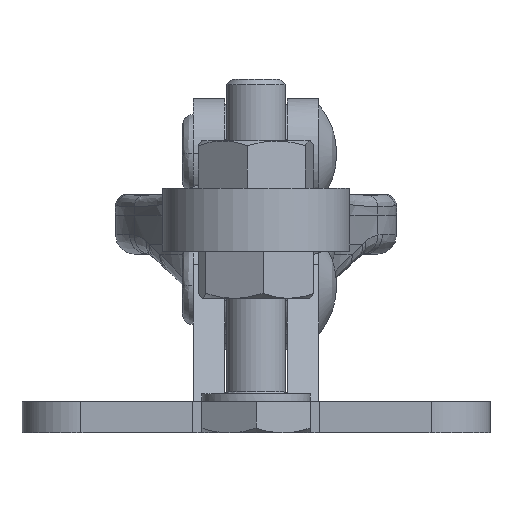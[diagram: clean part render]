
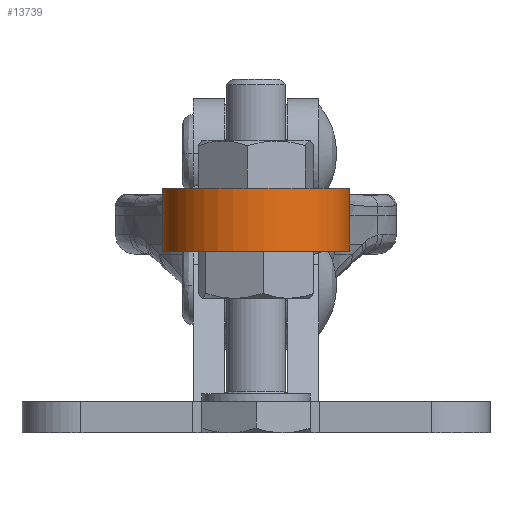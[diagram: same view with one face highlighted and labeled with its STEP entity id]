
A CAD part, front view. The second image highlights one B-rep face of the part: STEP entity #13739.
In plain terms, the highlighted face is a revolution surface.
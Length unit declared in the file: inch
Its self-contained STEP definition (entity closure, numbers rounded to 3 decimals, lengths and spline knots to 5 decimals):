
#5183=VERTEX_POINT('',#15223);
#5290=EDGE_CURVE('',#6201,#12481,#15333,.T.);
#5635=VERTEX_POINT('',#15689);
#5833=VERTEX_POINT('',#15896);
#6167=VERTEX_POINT('',#16242);
#6201=VERTEX_POINT('',#16276);
#6488=VERTEX_POINT('',#16579);
#6537=EDGE_CURVE('',#13322,#5183,#16629,.T.);
#6635=EDGE_CURVE('',#5833,#6675,#16729,.T.);
#6675=VERTEX_POINT('',#16769);
#7337=EDGE_CURVE('',#9785,#11170,#17461,.T.);
#7943=EDGE_CURVE('',#6488,#9785,#18093,.T.);
#8150=VERTEX_POINT('',#18308);
#8167=EDGE_CURVE('',#8661,#8150,#18326,.T.);
#8661=VERTEX_POINT('',#18839);
#8691=EDGE_CURVE('',#10677,#11527,#18869,.T.);
#8825=EDGE_CURVE('',#11170,#5833,#19012,.T.);
#9120=VERTEX_POINT('',#19323);
#9785=VERTEX_POINT('',#20019);
#9791=VERTEX_POINT('',#20025);
#9861=EDGE_CURVE('',#6167,#5635,#20097,.T.);
#9923=EDGE_CURVE('',#9791,#8661,#20165,.T.);
#10123=EDGE_CURVE('',#5635,#13322,#20372,.T.);
#10677=VERTEX_POINT('',#20950);
#11088=EDGE_CURVE('',#5183,#9791,#21385,.T.);
#11170=VERTEX_POINT('',#21468);
#11527=VERTEX_POINT('',#21839);
#12194=EDGE_CURVE('',#13905,#9120,#22536,.T.);
#12481=VERTEX_POINT('',#22831);
#12523=EDGE_CURVE('',#12748,#6488,#22877,.T.);
#12748=VERTEX_POINT('',#23116);
#12953=VERTEX_POINT('',#23330);
#13164=EDGE_CURVE('',#11527,#6167,#23548,.T.);
#13221=EDGE_CURVE('',#8150,#12953,#23606,.T.);
#13322=VERTEX_POINT('',#23711);
#13665=EDGE_CURVE('',#12953,#12481,#24068,.T.);
#13739=ADVANCED_FACE('',(#24148),#24149,.F.);
#13905=VERTEX_POINT('',#24327);
#13967=EDGE_CURVE('',#9120,#10677,#24391,.T.);
#14195=EDGE_CURVE('',#6201,#12748,#24625,.T.);
#14651=EDGE_CURVE('',#6675,#13905,#25102,.T.);
#15223=CARTESIAN_POINT('',(0.1039,-1.31298,0.49011));
#15333=LINE('',#26124,#26125);
#15689=CARTESIAN_POINT('',(0.17277,-1.22905,0.49012));
#15896=CARTESIAN_POINT('',(0.1039,-1.31297,0.36413));
#16242=CARTESIAN_POINT('',(0.18341,-1.19397,0.49012));
#16276=CARTESIAN_POINT('',(-0.18701,-1.15748,0.36414));
#16579=CARTESIAN_POINT('',(-0.17277,-1.22905,0.36413));
#16629=CIRCLE('',#28932,0.18701);
#16729=CIRCLE('',#29076,0.18701);
#16769=CARTESIAN_POINT('',(0.15549,-1.26138,0.36413));
#17461=CIRCLE('',#31153,0.18701);
#18093=CIRCLE('',#33070,0.18701);
#18308=CARTESIAN_POINT('',(-0.17277,-1.22905,0.49012));
#18326=CIRCLE('',#33753,0.18701);
#18839=CARTESIAN_POINT('',(-0.15549,-1.26138,0.49012));
#18869=LINE('',#35146,#35147);
#19012=CIRCLE('',#35675,0.18701);
#19323=CARTESIAN_POINT('',(0.18341,-1.19397,0.36413));
#20019=CARTESIAN_POINT('',(-0.15549,-1.26138,0.36413));
#20025=CARTESIAN_POINT('',(-0.1039,-1.31298,0.49011));
#20097=CIRCLE('',#39274,0.18701);
#20165=CIRCLE('',#39428,0.18701);
#20372=CIRCLE('',#39814,0.18701);
#20950=CARTESIAN_POINT('',(0.18701,-1.15748,0.36414));
#21385=CIRCLE('',#42919,0.18701);
#21468=CARTESIAN_POINT('',(-0.1039,-1.31297,0.36413));
#21839=CARTESIAN_POINT('',(0.18701,-1.15749,0.49012));
#22536=CIRCLE('',#45669,0.18701);
#22831=CARTESIAN_POINT('',(-0.18701,-1.15749,0.49012));
#22877=CIRCLE('',#46318,0.18701);
#23116=CARTESIAN_POINT('',(-0.18341,-1.19397,0.36413));
#23330=CARTESIAN_POINT('',(-0.18341,-1.19397,0.49012));
#23548=CIRCLE('',#47680,0.18701);
#23606=CIRCLE('',#47779,0.18701);
#23711=CARTESIAN_POINT('',(0.15549,-1.26138,0.49012));
#24068=CIRCLE('',#48885,0.18701);
#24148=FACE_OUTER_BOUND('',#49190,.T.);
#24149=SURFACE_OF_REVOLUTION('',#49191,#49192);
#24327=CARTESIAN_POINT('',(0.17277,-1.22905,0.36413));
#24391=CIRCLE('',#49630,0.18701);
#24625=CIRCLE('',#50196,0.18701);
#25102=CIRCLE('',#51575,0.18701);
#26124=CARTESIAN_POINT('',(-0.18701,-1.15748,0.36414));
#26125=VECTOR('',#52509,0.12598);
#28932=AXIS2_PLACEMENT_3D('',#53872,#53873,#53874);
#29076=AXIS2_PLACEMENT_3D('',#53945,#53946,#53947);
#31153=AXIS2_PLACEMENT_3D('',#54652,#54653,#54654);
#33070=AXIS2_PLACEMENT_3D('',#55351,#55352,#55353);
#33753=AXIS2_PLACEMENT_3D('',#55600,#55601,#55602);
#35146=CARTESIAN_POINT('',(0.18701,-1.15748,0.36414));
#35147=VECTOR('',#56132,0.12598);
#35675=AXIS2_PLACEMENT_3D('',#56306,#56307,#56308);
#39274=AXIS2_PLACEMENT_3D('',#57250,#57251,#57252);
#39428=AXIS2_PLACEMENT_3D('',#57371,#57372,#57373);
#39814=AXIS2_PLACEMENT_3D('',#57548,#57549,#57550);
#42919=AXIS2_PLACEMENT_3D('',#58775,#58776,#58777);
#45669=AXIS2_PLACEMENT_3D('',#59921,#59922,#59923);
#46318=AXIS2_PLACEMENT_3D('',#60235,#60236,#60237);
#47680=AXIS2_PLACEMENT_3D('',#60938,#60939,#60940);
#47779=AXIS2_PLACEMENT_3D('',#60991,#60992,#60993);
#48885=AXIS2_PLACEMENT_3D('',#61425,#61426,#61427);
#49190=EDGE_LOOP('',(#61525,#61526,#61527,#61528,#61529,#61530,#61531,#61532,#61533,#61534,#61535,#61536,#61537,#61538,#61539,#61540,#61541,#61542,#61543,#61544));
#49191=B_SPLINE_CURVE_WITH_KNOTS('',1,(#61545,#61546),.UNSPECIFIED.,.F.,.F.,(2,2),(0.0,1.0),.UNSPECIFIED.);
#49192=AXIS1_PLACEMENT('',#61547,#61548);
#49630=AXIS2_PLACEMENT_3D('',#61898,#61899,#61900);
#50196=AXIS2_PLACEMENT_3D('',#62100,#62101,#62102);
#51575=AXIS2_PLACEMENT_3D('',#62582,#62583,#62584);
#52509=DIRECTION('',(0.,0.,1.));
#53872=CARTESIAN_POINT('',(0.,-1.15749,0.49012));
#53873=DIRECTION('',(0.,0.,-1.));
#53874=DIRECTION('',(1.0,0.,0.));
#53945=CARTESIAN_POINT('',(0.,-1.15748,0.36414));
#53946=DIRECTION('',(0.,0.,1.));
#53947=DIRECTION('',(-1.0,0.,0.));
#54652=CARTESIAN_POINT('',(0.,-1.15748,0.36414));
#54653=DIRECTION('',(0.,0.,1.));
#54654=DIRECTION('',(-1.0,0.,0.));
#55351=CARTESIAN_POINT('',(0.,-1.15748,0.36414));
#55352=DIRECTION('',(0.,0.,1.));
#55353=DIRECTION('',(-1.0,0.,0.));
#55600=CARTESIAN_POINT('',(0.,-1.15749,0.49012));
#55601=DIRECTION('',(0.,0.,-1.));
#55602=DIRECTION('',(1.0,0.,0.));
#56132=DIRECTION('',(0.,0.,1.));
#56306=CARTESIAN_POINT('',(0.,-1.15748,0.36414));
#56307=DIRECTION('',(0.,0.,1.));
#56308=DIRECTION('',(-1.0,0.,0.));
#57250=CARTESIAN_POINT('',(0.,-1.15749,0.49012));
#57251=DIRECTION('',(0.,0.,-1.));
#57252=DIRECTION('',(1.0,0.,0.));
#57371=CARTESIAN_POINT('',(0.,-1.15749,0.49012));
#57372=DIRECTION('',(0.,0.,-1.));
#57373=DIRECTION('',(1.0,0.,0.));
#57548=CARTESIAN_POINT('',(0.,-1.15749,0.49012));
#57549=DIRECTION('',(0.,0.,-1.));
#57550=DIRECTION('',(1.0,0.,0.));
#58775=CARTESIAN_POINT('',(0.,-1.15749,0.49012));
#58776=DIRECTION('',(0.,0.,-1.));
#58777=DIRECTION('',(1.0,0.,0.));
#59921=CARTESIAN_POINT('',(0.,-1.15748,0.36414));
#59922=DIRECTION('',(0.,0.,1.));
#59923=DIRECTION('',(-1.0,0.,0.));
#60235=CARTESIAN_POINT('',(0.,-1.15748,0.36414));
#60236=DIRECTION('',(0.,0.,1.));
#60237=DIRECTION('',(-1.0,0.,0.));
#60938=CARTESIAN_POINT('',(0.,-1.15749,0.49012));
#60939=DIRECTION('',(0.,0.,-1.));
#60940=DIRECTION('',(1.0,0.,0.));
#60991=CARTESIAN_POINT('',(0.,-1.15749,0.49012));
#60992=DIRECTION('',(0.,0.,-1.));
#60993=DIRECTION('',(1.0,0.,0.));
#61425=CARTESIAN_POINT('',(0.,-1.15749,0.49012));
#61426=DIRECTION('',(0.,0.,-1.));
#61427=DIRECTION('',(1.0,0.,0.));
#61525=ORIENTED_EDGE('',*,*,#8691,.T.);
#61526=ORIENTED_EDGE('',*,*,#13164,.T.);
#61527=ORIENTED_EDGE('',*,*,#9861,.T.);
#61528=ORIENTED_EDGE('',*,*,#10123,.T.);
#61529=ORIENTED_EDGE('',*,*,#6537,.T.);
#61530=ORIENTED_EDGE('',*,*,#11088,.T.);
#61531=ORIENTED_EDGE('',*,*,#9923,.T.);
#61532=ORIENTED_EDGE('',*,*,#8167,.T.);
#61533=ORIENTED_EDGE('',*,*,#13221,.T.);
#61534=ORIENTED_EDGE('',*,*,#13665,.T.);
#61535=ORIENTED_EDGE('',*,*,#5290,.F.);
#61536=ORIENTED_EDGE('',*,*,#14195,.T.);
#61537=ORIENTED_EDGE('',*,*,#12523,.T.);
#61538=ORIENTED_EDGE('',*,*,#7943,.T.);
#61539=ORIENTED_EDGE('',*,*,#7337,.T.);
#61540=ORIENTED_EDGE('',*,*,#8825,.T.);
#61541=ORIENTED_EDGE('',*,*,#6635,.T.);
#61542=ORIENTED_EDGE('',*,*,#14651,.T.);
#61543=ORIENTED_EDGE('',*,*,#12194,.T.);
#61544=ORIENTED_EDGE('',*,*,#13967,.T.);
#61545=CARTESIAN_POINT('',(-0.18701,-1.15749,0.49012));
#61546=CARTESIAN_POINT('',(-0.18701,-1.15748,0.36414));
#61547=CARTESIAN_POINT('',(0.,-1.15749,0.49012));
#61548=DIRECTION('',(0.,0.,1.));
#61898=CARTESIAN_POINT('',(0.,-1.15748,0.36414));
#61899=DIRECTION('',(0.,0.,1.));
#61900=DIRECTION('',(-1.0,0.,0.));
#62100=CARTESIAN_POINT('',(0.,-1.15748,0.36414));
#62101=DIRECTION('',(0.,0.,1.));
#62102=DIRECTION('',(-1.0,0.,0.));
#62582=CARTESIAN_POINT('',(0.,-1.15748,0.36414));
#62583=DIRECTION('',(0.,0.,1.));
#62584=DIRECTION('',(-1.0,0.,0.));
